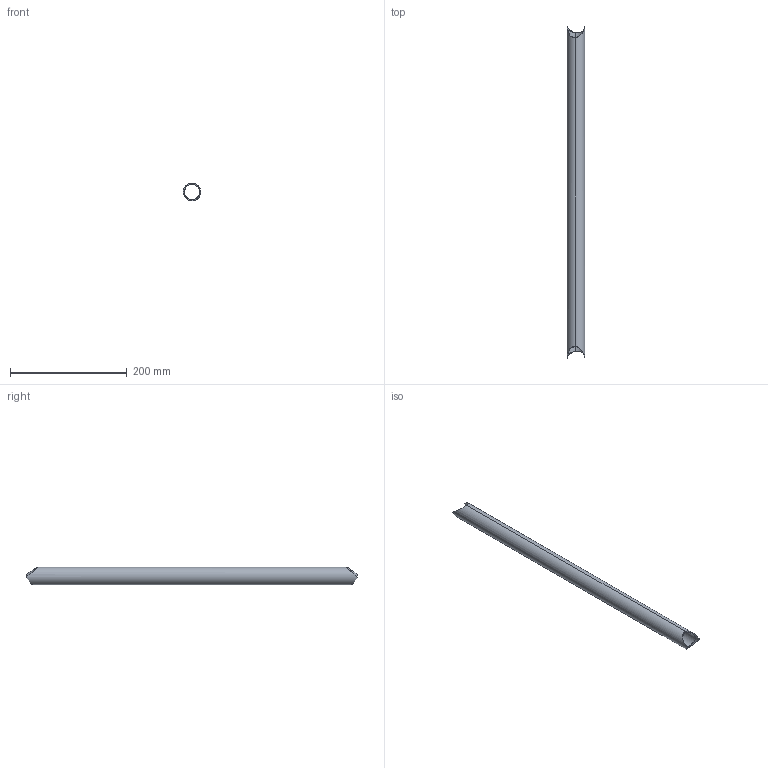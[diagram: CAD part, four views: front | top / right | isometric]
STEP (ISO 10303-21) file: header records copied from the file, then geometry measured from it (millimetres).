
FILE_DESCRIPTION(('CATIA V5 STEP Exchange'),'2;1');
FILE_NAME('47.stp','2023-02-16T17:05:30+00:00',('none'),('none'),'CATIA Version 5 Release 19 SP 2 (IN-10)','CATIA V5 STEP AP203','none');
FILE_SCHEMA(('CONFIG_CONTROL_DESIGN'));
Length unit declared in the file: millimetre
Products named in the file (1): Shape_616
Bounding box: 29.95 x 567.84 x 30 mm (x, y, z)
Volume: 95919.2 mm3; surface area: 96676.2 mm2
Topology: 1 solids, 1 shells, 9 faces, 24 edges, 17 vertices
Faces by surface type: cylinder 4, bspline 4, plane 1
Entity records: 2840 total; most frequent: CARTESIAN_POINT 2615, ORIENTED_EDGE 48, EDGE_CURVE 24, DIRECTION 17, VERTEX_POINT 17, B_SPLINE_CURVE_WITH_KNOTS 15, EDGE_LOOP 11, AXIS2_PLACEMENT_3D 9
